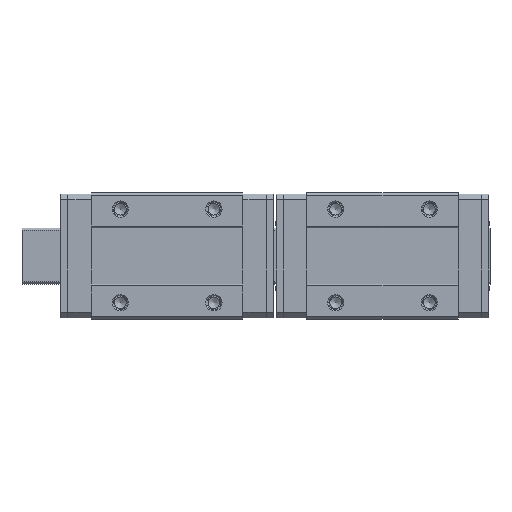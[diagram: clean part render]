
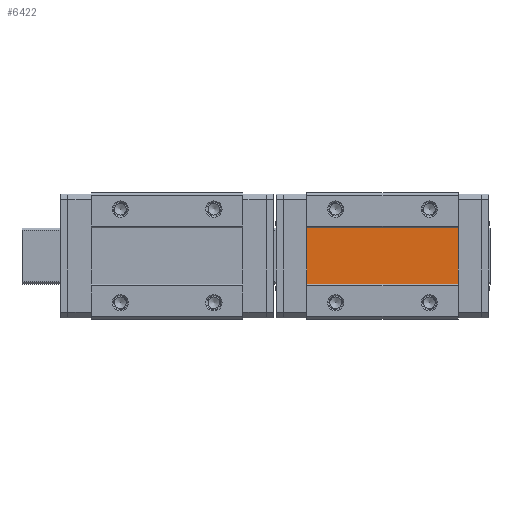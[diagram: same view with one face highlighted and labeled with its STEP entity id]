
A CAD part, top view. The second image highlights one B-rep face of the part: STEP entity #6422.
In plain terms, the highlighted face is planar.
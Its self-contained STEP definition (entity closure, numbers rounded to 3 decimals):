
#540=FACE_OUTER_BOUND('',#892,.T.);
#892=EDGE_LOOP('',(#4733,#4734,#4735,#4736));
#1621=LINE('',#9872,#2247);
#1623=LINE('',#9876,#2249);
#1624=LINE('',#9878,#2250);
#1625=LINE('',#9879,#2251);
#2247=VECTOR('',#7930,1000.);
#2249=VECTOR('',#7934,1000.);
#2250=VECTOR('',#7935,1000.);
#2251=VECTOR('',#7936,1000.);
#2891=VERTEX_POINT('',#9869);
#2892=VERTEX_POINT('',#9871);
#2893=VERTEX_POINT('',#9875);
#2894=VERTEX_POINT('',#9877);
#3603=EDGE_CURVE('',#2892,#2891,#1621,.T.);
#3605=EDGE_CURVE('',#2891,#2893,#1623,.T.);
#3606=EDGE_CURVE('',#2894,#2893,#1624,.T.);
#3607=EDGE_CURVE('',#2892,#2894,#1625,.T.);
#4733=ORIENTED_EDGE('',*,*,#3605,.T.);
#4734=ORIENTED_EDGE('',*,*,#3606,.F.);
#4735=ORIENTED_EDGE('',*,*,#3607,.F.);
#4736=ORIENTED_EDGE('',*,*,#3603,.T.);
#6157=PLANE('',#6906);
#6422=ADVANCED_FACE('',(#540),#6157,.F.);
#6906=AXIS2_PLACEMENT_3D('',#9874,#7932,#7933);
#7930=DIRECTION('',(0.,0.,-1.));
#7932=DIRECTION('center_axis',(0.,-1.,0.));
#7933=DIRECTION('ref_axis',(0.,0.,-1.));
#7934=DIRECTION('',(-1.,0.,0.));
#7935=DIRECTION('',(0.,0.,-1.));
#7936=DIRECTION('',(-1.,0.,0.));
#9869=CARTESIAN_POINT('',(6.,7.1,-16.2));
#9871=CARTESIAN_POINT('',(6.,7.1,16.2));
#9872=CARTESIAN_POINT('',(6.,7.1,16.2));
#9874=CARTESIAN_POINT('Origin',(6.,7.1,16.2));
#9875=CARTESIAN_POINT('',(-6.,7.1,-16.2));
#9876=CARTESIAN_POINT('',(6.,7.1,-16.2));
#9877=CARTESIAN_POINT('',(-6.,7.1,16.2));
#9878=CARTESIAN_POINT('',(-6.,7.1,16.2));
#9879=CARTESIAN_POINT('',(6.,7.1,16.2));
